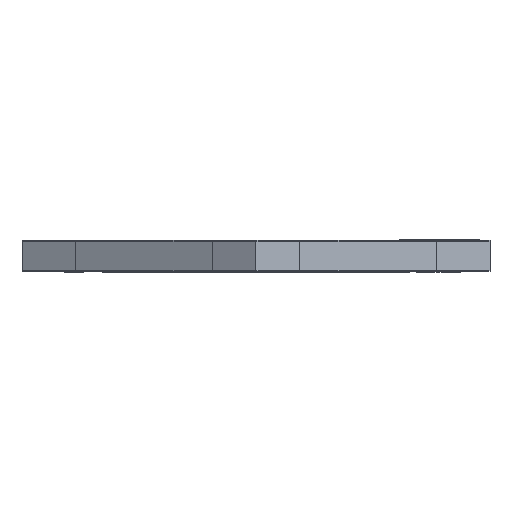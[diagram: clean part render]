
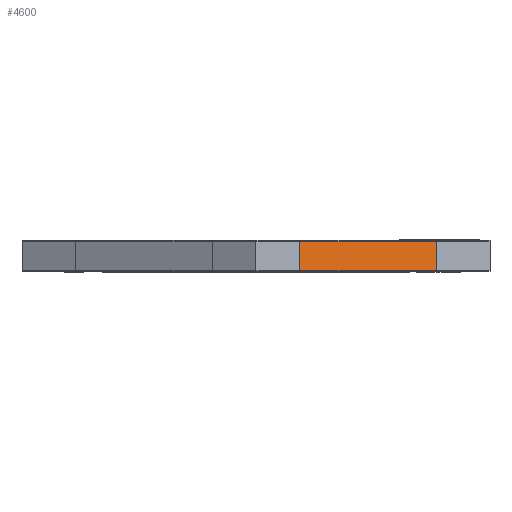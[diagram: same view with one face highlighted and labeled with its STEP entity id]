
A CAD part, front view. The second image highlights one B-rep face of the part: STEP entity #4600.
In plain terms, the highlighted planar face has unit normal (0.5, -0.866, 0).
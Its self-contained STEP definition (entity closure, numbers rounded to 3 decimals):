
#4600=ADVANCED_FACE('',(#10387),#10388,.F.);
#10387=FACE_OUTER_BOUND('',#17598,.T.);
#10388=PLANE('',#17599);
#17598=EDGE_LOOP('',(#27690,#27691,#27692,#27693));
#17599=AXIS2_PLACEMENT_3D('',#27694,#27695,#27696);
#27690=ORIENTED_EDGE('',*,*,#44936,.T.);
#27691=ORIENTED_EDGE('',*,*,#45013,.T.);
#27692=ORIENTED_EDGE('',*,*,#44964,.F.);
#27693=ORIENTED_EDGE('',*,*,#45011,.F.);
#27694=CARTESIAN_POINT('',(59.337,5.969,0.056));
#27695=DIRECTION('',(-0.5,0.866,0.0));
#27696=DIRECTION('',(0.0,0.0,1.0));
#44936=EDGE_CURVE('',#53678,#53676,#53679,.T.);
#44964=EDGE_CURVE('',#53722,#53724,#53725,.T.);
#45011=EDGE_CURVE('',#53678,#53722,#53783,.T.);
#45013=EDGE_CURVE('',#53676,#53724,#53785,.T.);
#53676=VERTEX_POINT('',#66159);
#53678=VERTEX_POINT('',#66162);
#53679=LINE('',#66163,#66164);
#53722=VERTEX_POINT('',#66223);
#53724=VERTEX_POINT('',#66226);
#53725=LINE('',#66227,#66228);
#53783=LINE('',#66306,#66307);
#53785=LINE('',#66309,#66310);
#66159=CARTESIAN_POINT('',(52.337,1.928,1.58));
#66162=CARTESIAN_POINT('',(59.337,5.969,1.58));
#66163=CARTESIAN_POINT('',(55.837,3.948,1.58));
#66164=VECTOR('',#80009,0.254);
#66223=CARTESIAN_POINT('',(59.337,5.969,0.056));
#66226=CARTESIAN_POINT('',(52.337,1.928,0.056));
#66227=CARTESIAN_POINT('',(59.337,5.969,0.056));
#66228=VECTOR('',#80054,0.254);
#66306=CARTESIAN_POINT('',(59.337,5.969,0.818));
#66307=VECTOR('',#80102,0.254);
#66309=CARTESIAN_POINT('',(52.337,1.928,0.818));
#66310=VECTOR('',#80103,0.254);
#80009=DIRECTION('',(-0.866,-0.5,0.0));
#80054=DIRECTION('',(-0.866,-0.5,0.0));
#80102=DIRECTION('',(-0.0,-0.0,-1.0));
#80103=DIRECTION('',(-0.0,-0.0,-1.0));
